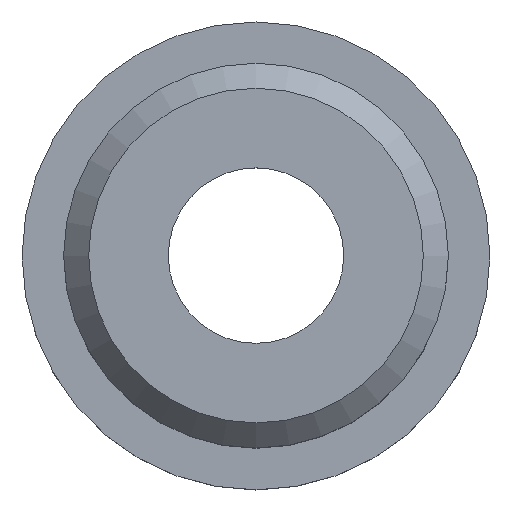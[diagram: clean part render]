
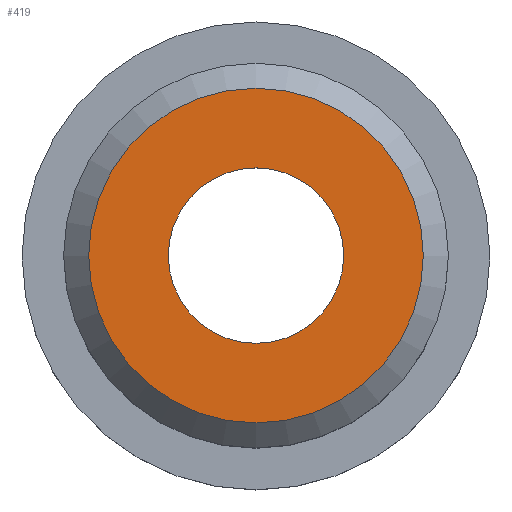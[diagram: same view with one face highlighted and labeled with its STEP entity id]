
A CAD part, top view. The second image highlights one B-rep face of the part: STEP entity #419.
In plain terms, the highlighted planar face has unit normal (0, 0, 1).
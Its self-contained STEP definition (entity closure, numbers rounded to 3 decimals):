
#62=PLANE('',#468);
#91=ORIENTED_EDGE('',*,*,#190,.F.);
#92=ORIENTED_EDGE('',*,*,#189,.T.);
#189=EDGE_CURVE('',#239,#239,#277,.T.);
#190=EDGE_CURVE('',#240,#240,#278,.T.);
#239=VERTEX_POINT('',#668);
#240=VERTEX_POINT('',#671);
#277=CIRCLE('',#467,5.723);
#278=CIRCLE('',#469,3.);
#305=EDGE_LOOP('',(#91));
#306=EDGE_LOOP('',(#92));
#359=FACE_BOUND('',#305,.T.);
#360=FACE_BOUND('',#306,.T.);
#419=ADVANCED_FACE('',(#359,#360),#62,.F.);
#467=AXIS2_PLACEMENT_3D('',#667,#532,#533);
#468=AXIS2_PLACEMENT_3D('',#669,#534,#535);
#469=AXIS2_PLACEMENT_3D('',#670,#536,#537);
#532=DIRECTION('',(0.,0.,1.));
#533=DIRECTION('',(1.,0.,0.));
#534=DIRECTION('',(0.,0.,-1.));
#535=DIRECTION('',(-1.,0.,0.));
#536=DIRECTION('',(0.,0.,1.));
#537=DIRECTION('',(1.,0.,0.));
#667=CARTESIAN_POINT('',(0.,0.,6.5));
#668=CARTESIAN_POINT('',(5.723,0.,6.5));
#669=CARTESIAN_POINT('',(5.723,0.,6.5));
#670=CARTESIAN_POINT('',(0.,0.,6.5));
#671=CARTESIAN_POINT('',(3.,0.,6.5));
